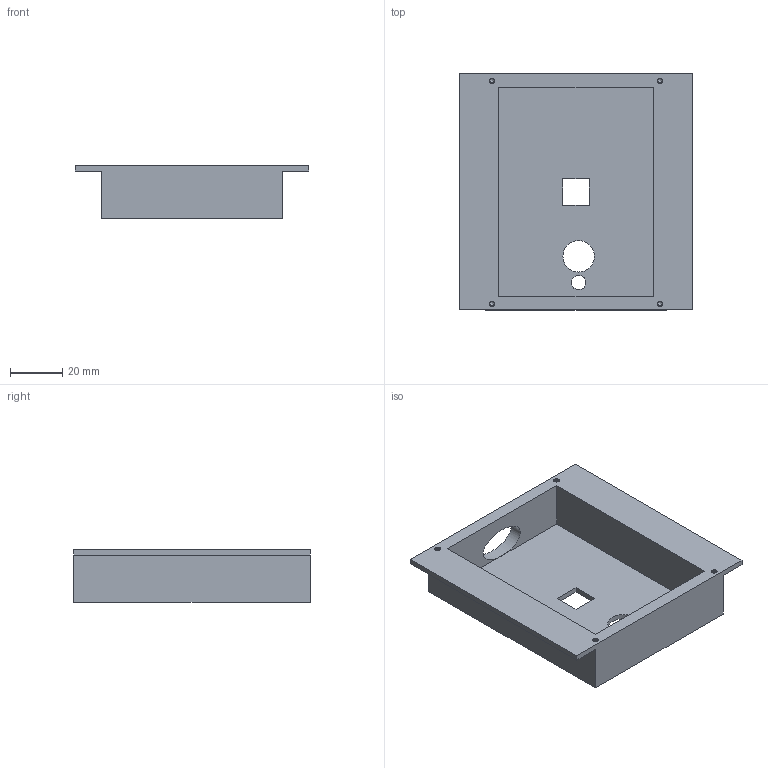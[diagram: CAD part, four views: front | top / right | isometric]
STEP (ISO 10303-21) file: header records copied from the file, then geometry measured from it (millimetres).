
FILE_DESCRIPTION(/* description */ (''),/* implementation_level */ '2;1');
FILE_NAME(/* name */ 'boxv2.step',/* time_stamp */ '2026-01-01T13:49:06+01:00',/* author */ (''),/* organization */ (''),/* preprocessor_version */ 'ST-DEVELOPER v20.1',/* originating_system */ 'Autodesk Translation Framework v14.21.0.0',/* authorisation */ '');
FILE_SCHEMA (('AUTOMOTIVE_DESIGN { 1 0 10303 214 3 1 1 }'));
Length unit declared in the file: millimetre
Products named in the file (1): BOX
Bounding box: 89 x 90 x 20 mm (x, y, z)
Volume: 41303.4 mm3; surface area: 27387.4 mm2
Topology: 1 solids, 1 shells, 191 faces, 553 edges, 364 vertices
Faces by surface type: cylinder 154, plane 24, bspline 9, cone 4
Full cylindrical faces by diameter (mm): 1.775 x36, 2.28 x20, 5.5 x1, 12 x1
Entity records: 14929 total; most frequent: CARTESIAN_POINT 10498, ORIENTED_EDGE 1098, DIRECTION 631, EDGE_CURVE 549, VERTEX_POINT 364, B_SPLINE_CURVE_WITH_KNOTS 316, AXIS2_PLACEMENT_3D 215, EDGE_LOOP 203
